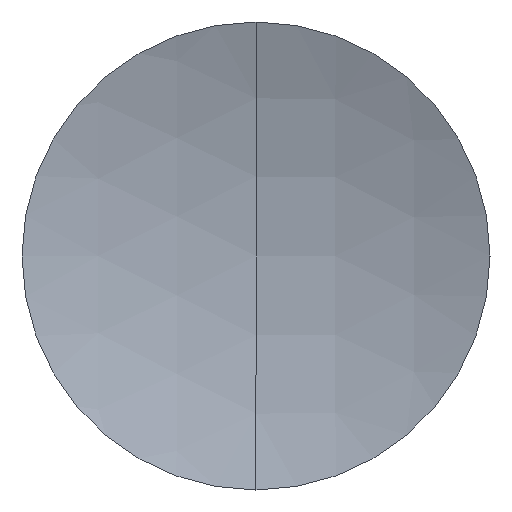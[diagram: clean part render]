
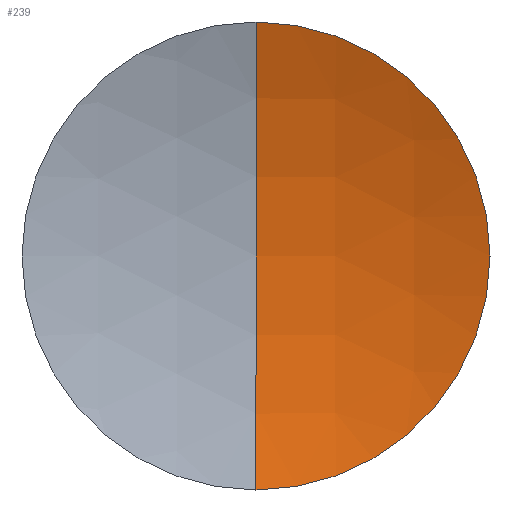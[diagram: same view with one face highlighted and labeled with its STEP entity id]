
A CAD part, left-side view. The second image highlights one B-rep face of the part: STEP entity #239.
In plain terms, the highlighted spherical face has radius 60.2 mm.
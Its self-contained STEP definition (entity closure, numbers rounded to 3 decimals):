
#6 = EDGE_CURVE ( 'NONE', #337, #67, #82, .T. ) ;
#34 = DIRECTION ( 'NONE',  ( 0., 0., -1. ) ) ;
#46 = VERTEX_POINT ( 'NONE', #317 ) ;
#51 = AXIS2_PLACEMENT_3D ( 'NONE', #189, #215, #263 ) ;
#56 = AXIS2_PLACEMENT_3D ( 'NONE', #203, #174, #277 ) ;
#67 = VERTEX_POINT ( 'NONE', #311 ) ;
#73 = DIRECTION ( 'NONE',  ( 0., 0., 1. ) ) ;
#80 = CIRCLE ( 'NONE', #51, 20. ) ;
#82 = CIRCLE ( 'NONE', #157, 60.2 ) ;
#83 = SPHERICAL_SURFACE ( 'NONE', #304, 60.2 ) ;
#85 = EDGE_CURVE ( 'NONE', #337, #46, #326, .T. ) ;
#102 = CARTESIAN_POINT ( 'NONE',  ( 250.534, 0., 0. ) ) ;
#127 = ORIENTED_EDGE ( 'NONE', *, *, #85, .T. ) ;
#131 = ORIENTED_EDGE ( 'NONE', *, *, #6, .F. ) ;
#145 = DIRECTION ( 'NONE',  ( 0., 1., 0. ) ) ;
#157 = AXIS2_PLACEMENT_3D ( 'NONE', #305, #233, #34 ) ;
#163 = FACE_OUTER_BOUND ( 'NONE', #275, .T. ) ;
#174 = DIRECTION ( 'NONE',  ( 0., 1., 0. ) ) ;
#189 = CARTESIAN_POINT ( 'NONE',  ( 247.114, 0., 0. ) ) ;
#203 = CARTESIAN_POINT ( 'NONE',  ( 190.334, 0., 0. ) ) ;
#215 = DIRECTION ( 'NONE',  ( -1., 0., 0. ) ) ;
#227 = CARTESIAN_POINT ( 'NONE',  ( 190.334, 0., 0. ) ) ;
#233 = DIRECTION ( 'NONE',  ( 0., -1., 0. ) ) ;
#239 = ADVANCED_FACE ( 'NONE', ( #163 ), #83, .F. ) ;
#253 = EDGE_CURVE ( 'NONE', #46, #67, #80, .T. ) ;
#263 = DIRECTION ( 'NONE',  ( 0., 0., 1. ) ) ;
#275 = EDGE_LOOP ( 'NONE', ( #131, #127, #280 ) ) ;
#277 = DIRECTION ( 'NONE',  ( 0., 0., 1. ) ) ;
#280 = ORIENTED_EDGE ( 'NONE', *, *, #253, .T. ) ;
#304 = AXIS2_PLACEMENT_3D ( 'NONE', #227, #145, #73 ) ;
#305 = CARTESIAN_POINT ( 'NONE',  ( 190.334, 0., 0. ) ) ;
#311 = CARTESIAN_POINT ( 'NONE',  ( 247.114, 0., 20. ) ) ;
#317 = CARTESIAN_POINT ( 'NONE',  ( 247.114, 0., -20. ) ) ;
#326 = CIRCLE ( 'NONE', #56, 60.2 ) ;
#337 = VERTEX_POINT ( 'NONE', #102 ) ;
